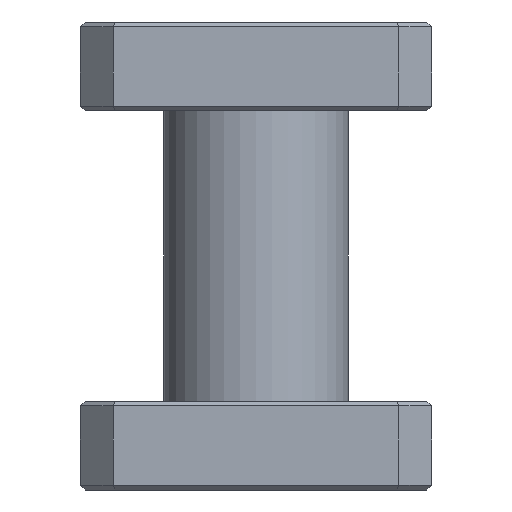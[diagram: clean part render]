
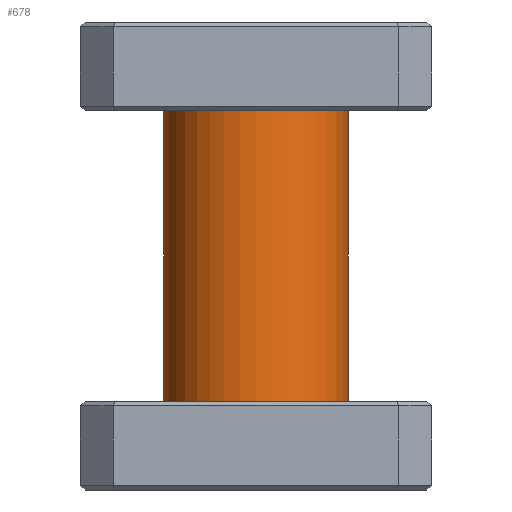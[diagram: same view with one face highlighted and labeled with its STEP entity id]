
A CAD part, front view. The second image highlights one B-rep face of the part: STEP entity #678.
In plain terms, the highlighted cylindrical face has radius 5.016 mm (diameter 10.033 mm), a partial arc.
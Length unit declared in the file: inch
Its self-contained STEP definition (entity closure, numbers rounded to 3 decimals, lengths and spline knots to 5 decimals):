
#90 = EDGE_CURVE ( 'NONE', #1166, #846, #2239, .T. ) ;
#95 = CARTESIAN_POINT ( 'NONE',  ( 0.1975, 0., -0.62 ) ) ;
#136 = EDGE_LOOP ( 'NONE', ( #1091, #1286, #150, #2146 ) ) ;
#150 = ORIENTED_EDGE ( 'NONE', *, *, #840, .T. ) ;
#153 = DIRECTION ( 'NONE',  ( 0., 0., 1. ) ) ;
#173 = CARTESIAN_POINT ( 'NONE',  ( 0., 0., 0. ) ) ;
#176 = VECTOR ( 'NONE', #534, 39.37008 ) ;
#186 = EDGE_CURVE ( 'NONE', #1312, #1976, #1936, .T. ) ;
#289 = CARTESIAN_POINT ( 'NONE',  ( 0., 0., -0.68 ) ) ;
#347 = DIRECTION ( 'NONE',  ( 0., 0., -1. ) ) ;
#534 = DIRECTION ( 'NONE',  ( 0., 0., 1. ) ) ;
#559 = DIRECTION ( 'NONE',  ( 0., 0., -1. ) ) ;
#651 = EDGE_CURVE ( 'NONE', #1976, #846, #1687, .T. ) ;
#664 = CARTESIAN_POINT ( 'NONE',  ( -0.1975, 0., -0.68 ) ) ;
#678 = ADVANCED_FACE ( 'NONE', ( #1544 ), #1351, .T. ) ;
#685 = DIRECTION ( 'NONE',  ( 1., 0., 0. ) ) ;
#709 = VECTOR ( 'NONE', #153, 39.37008 ) ;
#840 = EDGE_CURVE ( 'NONE', #1312, #1166, #1079, .T. ) ;
#846 = VERTEX_POINT ( 'NONE', #1553 ) ;
#863 = DIRECTION ( 'NONE',  ( 1., 0., 0. ) ) ;
#894 = CARTESIAN_POINT ( 'NONE',  ( 0.1975, 0., -0.68 ) ) ;
#1079 = LINE ( 'NONE', #894, #176 ) ;
#1091 = ORIENTED_EDGE ( 'NONE', *, *, #651, .F. ) ;
#1166 = VERTEX_POINT ( 'NONE', #1196 ) ;
#1196 = CARTESIAN_POINT ( 'NONE',  ( 0.1975, 0., 0. ) ) ;
#1238 = CARTESIAN_POINT ( 'NONE',  ( 0., 0., -0.62 ) ) ;
#1286 = ORIENTED_EDGE ( 'NONE', *, *, #186, .F. ) ;
#1312 = VERTEX_POINT ( 'NONE', #95 ) ;
#1351 = CYLINDRICAL_SURFACE ( 'NONE', #2101, 0.1975 ) ;
#1400 = DIRECTION ( 'NONE',  ( -1., 0., 0. ) ) ;
#1537 = AXIS2_PLACEMENT_3D ( 'NONE', #173, #347, #863 ) ;
#1544 = FACE_OUTER_BOUND ( 'NONE', #136, .T. ) ;
#1553 = CARTESIAN_POINT ( 'NONE',  ( -0.1975, 0., 0. ) ) ;
#1687 = LINE ( 'NONE', #664, #709 ) ;
#1936 = CIRCLE ( 'NONE', #2170, 0.1975 ) ;
#1976 = VERTEX_POINT ( 'NONE', #2205 ) ;
#2020 = DIRECTION ( 'NONE',  ( 0., 0., 1. ) ) ;
#2101 = AXIS2_PLACEMENT_3D ( 'NONE', #289, #2020, #685 ) ;
#2146 = ORIENTED_EDGE ( 'NONE', *, *, #90, .T. ) ;
#2170 = AXIS2_PLACEMENT_3D ( 'NONE', #1238, #559, #1400 ) ;
#2205 = CARTESIAN_POINT ( 'NONE',  ( -0.1975, 0., -0.62 ) ) ;
#2239 = CIRCLE ( 'NONE', #1537, 0.1975 ) ;
